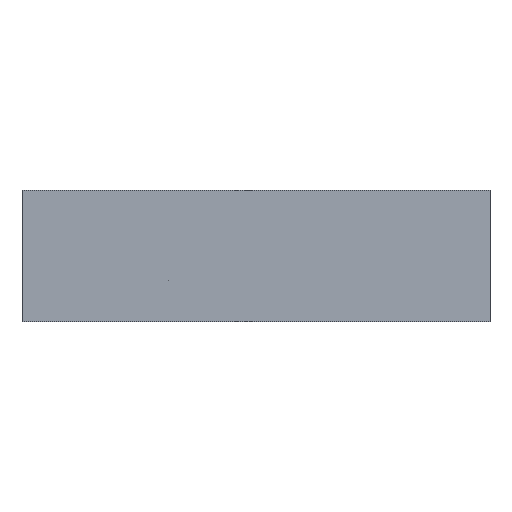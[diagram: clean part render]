
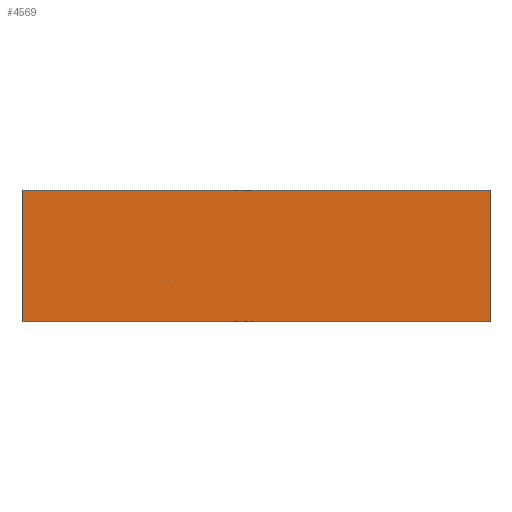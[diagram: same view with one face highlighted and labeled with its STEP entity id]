
A CAD part, left-side view. The second image highlights one B-rep face of the part: STEP entity #4569.
In plain terms, the highlighted planar face has unit normal (-1, 0, 0).
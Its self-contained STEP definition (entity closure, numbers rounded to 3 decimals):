
#35 = EDGE_LOOP ( 'NONE', ( #806, #1365, #7211, #1100 ) ) ;
#357 = VERTEX_POINT ( 'NONE', #5222 ) ;
#443 = CARTESIAN_POINT ( 'NONE',  ( -10.368, -9.816, 5.6 ) ) ;
#695 = LINE ( 'NONE', #809, #6369 ) ;
#696 = CARTESIAN_POINT ( 'NONE',  ( -10.368, 10.184, 0. ) ) ;
#806 = ORIENTED_EDGE ( 'NONE', *, *, #6046, .T. ) ;
#809 = CARTESIAN_POINT ( 'NONE',  ( -10.368, -9.816, 5.6 ) ) ;
#1100 = ORIENTED_EDGE ( 'NONE', *, *, #5502, .T. ) ;
#1332 = LINE ( 'NONE', #4623, #5797 ) ;
#1365 = ORIENTED_EDGE ( 'NONE', *, *, #6959, .F. ) ;
#1618 = VERTEX_POINT ( 'NONE', #2266 ) ;
#1957 = DIRECTION ( 'NONE',  ( 0., 0., -1. ) ) ;
#2111 = FACE_OUTER_BOUND ( 'NONE', #35, .T. ) ;
#2266 = CARTESIAN_POINT ( 'NONE',  ( -10.368, 10.184, 5.6 ) ) ;
#2807 = VERTEX_POINT ( 'NONE', #696 ) ;
#2815 = EDGE_CURVE ( 'NONE', #1618, #3317, #1332, .T. ) ;
#2841 = DIRECTION ( 'NONE',  ( 0., 0., -1. ) ) ;
#3317 = VERTEX_POINT ( 'NONE', #4497 ) ;
#4065 = DIRECTION ( 'NONE',  ( 0., -1., 0. ) ) ;
#4497 = CARTESIAN_POINT ( 'NONE',  ( -10.368, -9.816, 5.6 ) ) ;
#4569 = ADVANCED_FACE ( 'NONE', ( #2111 ), #6614, .F. ) ;
#4623 = CARTESIAN_POINT ( 'NONE',  ( -10.368, -9.816, 5.6 ) ) ;
#4720 = VECTOR ( 'NONE', #7275, 1000. ) ;
#4847 = LINE ( 'NONE', #6720, #4720 ) ;
#4959 = DIRECTION ( 'NONE',  ( 1., 0., 0. ) ) ;
#5080 = AXIS2_PLACEMENT_3D ( 'NONE', #443, #4959, #7203 ) ;
#5199 = CARTESIAN_POINT ( 'NONE',  ( -10.368, 10.184, 5.6 ) ) ;
#5222 = CARTESIAN_POINT ( 'NONE',  ( -10.368, -9.816, 0. ) ) ;
#5502 = EDGE_CURVE ( 'NONE', #1618, #2807, #6266, .T. ) ;
#5797 = VECTOR ( 'NONE', #4065, 1000. ) ;
#6046 = EDGE_CURVE ( 'NONE', #2807, #357, #4847, .T. ) ;
#6266 = LINE ( 'NONE', #5199, #6957 ) ;
#6369 = VECTOR ( 'NONE', #1957, 1000. ) ;
#6614 = PLANE ( 'NONE',  #5080 ) ;
#6720 = CARTESIAN_POINT ( 'NONE',  ( -10.368, -9.816, 0. ) ) ;
#6957 = VECTOR ( 'NONE', #2841, 1000. ) ;
#6959 = EDGE_CURVE ( 'NONE', #3317, #357, #695, .T. ) ;
#7203 = DIRECTION ( 'NONE',  ( 0., 0., -1. ) ) ;
#7211 = ORIENTED_EDGE ( 'NONE', *, *, #2815, .F. ) ;
#7275 = DIRECTION ( 'NONE',  ( 0., -1., 0. ) ) ;
